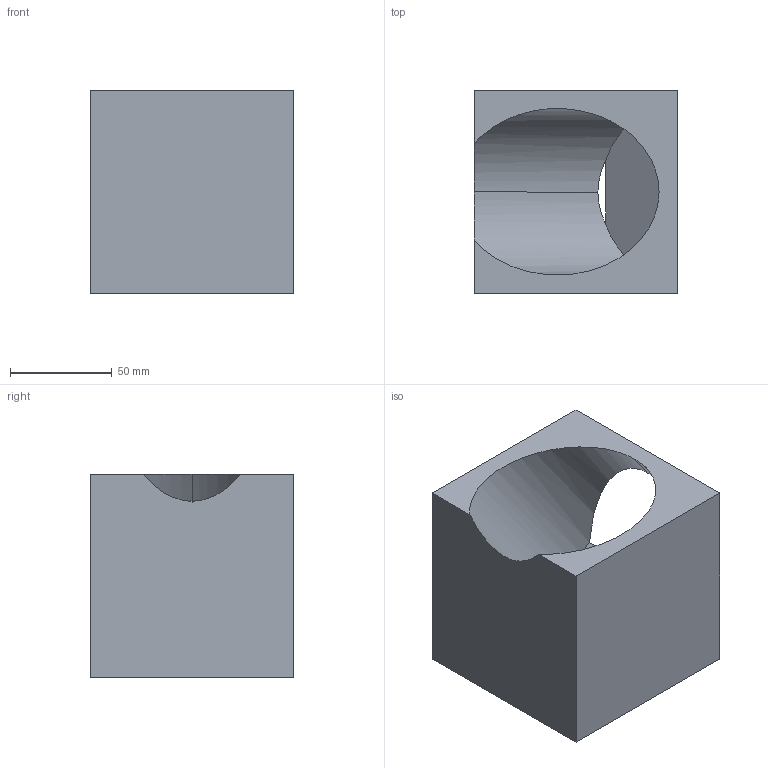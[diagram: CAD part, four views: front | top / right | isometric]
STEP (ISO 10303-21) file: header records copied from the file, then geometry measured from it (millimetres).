
FILE_DESCRIPTION (( 'STEP AP203' ), '1' );
FILE_NAME ('SE_01_2_0011.STEP', '2020-10-21T10:52:07', ( '' ), ( '' ), 'SwSTEP 2.0', 'SolidWorks 2017', '' );
FILE_SCHEMA (( 'CONFIG_CONTROL_DESIGN' ));
Length unit declared in the file: millimetre
Products named in the file (1): SE_01_2_0011
Bounding box: 100 x 100 x 100 mm (x, y, z)
Volume: 544081.7 mm3; surface area: 72686.4 mm2
Topology: 1 solids, 1 shells, 9 faces, 27 edges, 18 vertices
Faces by surface type: plane 7, cylinder 2
Entity records: 388 total; most frequent: CARTESIAN_POINT 79, ORIENTED_EDGE 54, DIRECTION 41, EDGE_CURVE 27, VERTEX_POINT 18, LINE 17, VECTOR 17, AXIS2_PLACEMENT_3D 12
